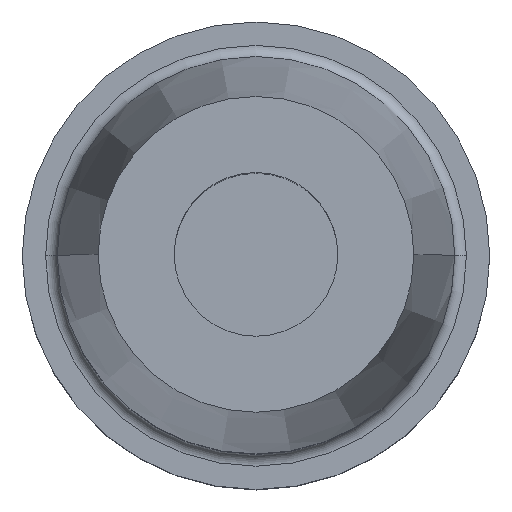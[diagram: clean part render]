
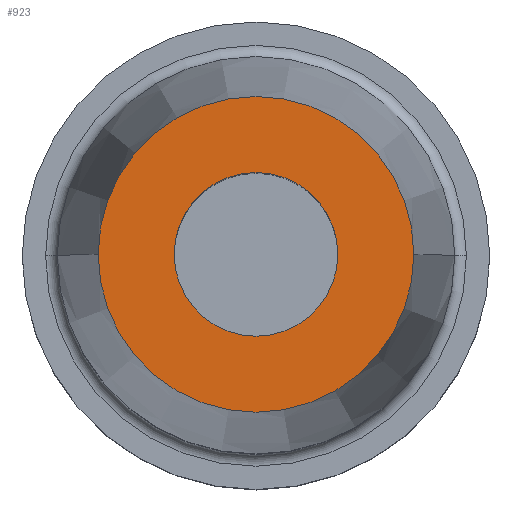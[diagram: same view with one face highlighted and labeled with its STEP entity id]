
A CAD part, top view. The second image highlights one B-rep face of the part: STEP entity #923.
In plain terms, the highlighted planar face has unit normal (0, 0, 1).
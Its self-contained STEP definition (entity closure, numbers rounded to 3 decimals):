
#16 = CIRCLE ( 'NONE', #1144, 13.5 ) ;
#27 = ORIENTED_EDGE ( 'NONE', *, *, #46, .F. ) ;
#36 = CARTESIAN_POINT ( 'NONE',  ( -7., 0., 90. ) ) ;
#45 = CARTESIAN_POINT ( 'NONE',  ( -13.5, 0., 90. ) ) ;
#46 = EDGE_CURVE ( 'NONE', #686, #899, #1080, .T. ) ;
#62 = DIRECTION ( 'NONE',  ( 0., 0., 1. ) ) ;
#100 = ORIENTED_EDGE ( 'NONE', *, *, #1004, .F. ) ;
#145 = CARTESIAN_POINT ( 'NONE',  ( 0., 0., 90. ) ) ;
#187 = ORIENTED_EDGE ( 'NONE', *, *, #355, .F. ) ;
#249 = AXIS2_PLACEMENT_3D ( 'NONE', #549, #545, #631 ) ;
#335 = FACE_OUTER_BOUND ( 'NONE', #995, .T. ) ;
#355 = EDGE_CURVE ( 'NONE', #899, #686, #1153, .T. ) ;
#374 = DIRECTION ( 'NONE',  ( -1., 0., 0. ) ) ;
#381 = CARTESIAN_POINT ( 'NONE',  ( 0., 0., 90. ) ) ;
#396 = DIRECTION ( 'NONE',  ( 0., 0., -1. ) ) ;
#411 = VERTEX_POINT ( 'NONE', #45 ) ;
#445 = AXIS2_PLACEMENT_3D ( 'NONE', #145, #62, #1165 ) ;
#545 = DIRECTION ( 'NONE',  ( 0., 0., 1. ) ) ;
#549 = CARTESIAN_POINT ( 'NONE',  ( 0., 0., 90. ) ) ;
#620 = CARTESIAN_POINT ( 'NONE',  ( 13.5, 0., 90. ) ) ;
#631 = DIRECTION ( 'NONE',  ( 1., 0., 0. ) ) ;
#638 = VERTEX_POINT ( 'NONE', #620 ) ;
#639 = DIRECTION ( 'NONE',  ( 0., 0., -1. ) ) ;
#686 = VERTEX_POINT ( 'NONE', #910 ) ;
#766 = CARTESIAN_POINT ( 'NONE',  ( 0., 0., 90. ) ) ;
#783 = EDGE_CURVE ( 'NONE', #638, #411, #16, .T. ) ;
#831 = AXIS2_PLACEMENT_3D ( 'NONE', #766, #396, #1140 ) ;
#835 = DIRECTION ( 'NONE',  ( 0., 0., -1. ) ) ;
#846 = CIRCLE ( 'NONE', #1076, 13.5 ) ;
#878 = FACE_BOUND ( 'NONE', #1015, .T. ) ;
#899 = VERTEX_POINT ( 'NONE', #36 ) ;
#910 = CARTESIAN_POINT ( 'NONE',  ( 7., 0., 90. ) ) ;
#923 = ADVANCED_FACE ( 'NONE', ( #878, #335 ), #1034, .F. ) ;
#934 = CARTESIAN_POINT ( 'NONE',  ( 0., 0., 90. ) ) ;
#957 = ORIENTED_EDGE ( 'NONE', *, *, #783, .F. ) ;
#995 = EDGE_LOOP ( 'NONE', ( #100, #957 ) ) ;
#1004 = EDGE_CURVE ( 'NONE', #411, #638, #846, .T. ) ;
#1015 = EDGE_LOOP ( 'NONE', ( #27, #187 ) ) ;
#1022 = DIRECTION ( 'NONE',  ( -1., 0., 0. ) ) ;
#1034 = PLANE ( 'NONE',  #831 ) ;
#1076 = AXIS2_PLACEMENT_3D ( 'NONE', #381, #639, #374 ) ;
#1080 = CIRCLE ( 'NONE', #249, 7. ) ;
#1140 = DIRECTION ( 'NONE',  ( -1., 0., 0. ) ) ;
#1144 = AXIS2_PLACEMENT_3D ( 'NONE', #934, #835, #1022 ) ;
#1153 = CIRCLE ( 'NONE', #445, 7. ) ;
#1165 = DIRECTION ( 'NONE',  ( 1., 0., 0. ) ) ;
